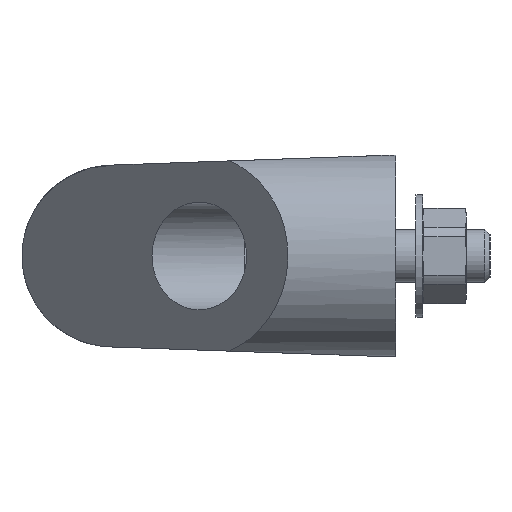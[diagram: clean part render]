
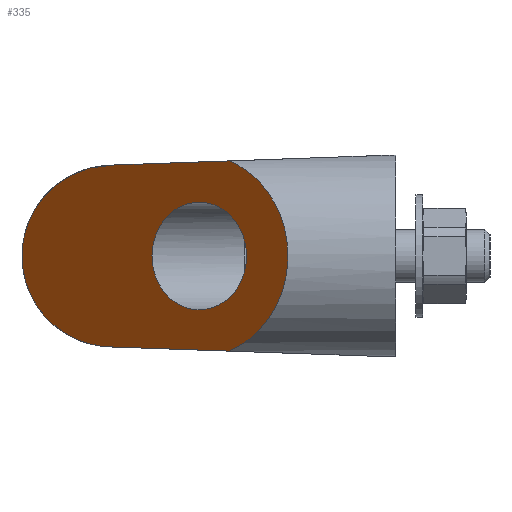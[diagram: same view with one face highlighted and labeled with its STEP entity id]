
A CAD part, left-side view. The second image highlights one B-rep face of the part: STEP entity #335.
In plain terms, the highlighted planar face has unit normal (-0.66, 0.751, 0).
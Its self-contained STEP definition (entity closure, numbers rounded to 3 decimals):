
#335 = ADVANCED_FACE( '', ( #759, #760 ), #761, .T. );
#759 = FACE_BOUND( '', #1268, .T. );
#760 = FACE_OUTER_BOUND( '', #1269, .T. );
#761 = PLANE( '', #1270 );
#1268 = EDGE_LOOP( '', ( #2182 ) );
#1269 = EDGE_LOOP( '', ( #2183, #2184, #2185, #2186, #2187, #2188, #2189, #2190 ) );
#1270 = AXIS2_PLACEMENT_3D( '', #2191, #2192, #2193 );
#2182 = ORIENTED_EDGE( '', *, *, #3136, .T. );
#2183 = ORIENTED_EDGE( '', *, *, #3113, .T. );
#2184 = ORIENTED_EDGE( '', *, *, #3137, .T. );
#2185 = ORIENTED_EDGE( '', *, *, #3138, .T. );
#2186 = ORIENTED_EDGE( '', *, *, #3139, .F. );
#2187 = ORIENTED_EDGE( '', *, *, #3140, .T. );
#2188 = ORIENTED_EDGE( '', *, *, #3055, .F. );
#2189 = ORIENTED_EDGE( '', *, *, #3141, .T. );
#2190 = ORIENTED_EDGE( '', *, *, #3025, .T. );
#2191 = CARTESIAN_POINT( '', ( -15.01, 16.01, 50. ) );
#2192 = DIRECTION( '', ( -0.66, 0.752, 0. ) );
#2193 = DIRECTION( '', ( -0.752, -0.66, 0. ) );
#3025 = EDGE_CURVE( '', #3666, #3664, #3667, .T. );
#3055 = EDGE_CURVE( '', #3711, #3713, #3714, .T. );
#3113 = EDGE_CURVE( '', #3664, #3789, #3792, .T. );
#3136 = EDGE_CURVE( '', #3823, #3823, #3824, .F. );
#3137 = EDGE_CURVE( '', #3789, #3825, #3826, .T. );
#3138 = EDGE_CURVE( '', #3825, #3827, #3828, .T. );
#3139 = EDGE_CURVE( '', #3829, #3827, #3830, .T. );
#3140 = EDGE_CURVE( '', #3829, #3713, #3831, .T. );
#3141 = EDGE_CURVE( '', #3711, #3666, #3832, .T. );
#3664 = VERTEX_POINT( '', #4530 );
#3666 = VERTEX_POINT( '', #4532 );
#3667 = LINE( '', #4533, #4534 );
#3711 = VERTEX_POINT( '', #4603 );
#3713 = VERTEX_POINT( '', #4606 );
#3714 = LINE( '', #4607, #4608 );
#3789 = VERTEX_POINT( '', #4725 );
#3792 = ELLIPSE( '', #4728, 19.959, 15. );
#3823 = VERTEX_POINT( '', #4775 );
#3824 = ELLIPSE( '', #4776, 10.645, 8. );
#3825 = VERTEX_POINT( '', #4777 );
#3826 = LINE( '', #4778, #4779 );
#3827 = VERTEX_POINT( '', #4780 );
#3828 = LINE( '', #4781, #4782 );
#3829 = VERTEX_POINT( '', #4783 );
#3830 = LINE( '', #4784, #4785 );
#3831 = ELLIPSE( '', #4786, 20.464, 13.5 );
#3832 = LINE( '', #4787, #4788 );
#4530 = CARTESIAN_POINT( '', ( -5.068, 24.737, -14.118 ) );
#4532 = CARTESIAN_POINT( '', ( 14.587, 41.99, -13.51 ) );
#4533 = CARTESIAN_POINT( '', ( -13.885, 16.997, -14.39 ) );
#4534 = VECTOR( '', #5309, 1000. );
#4603 = CARTESIAN_POINT( '', ( 14.599, 42., -13.51 ) );
#4606 = CARTESIAN_POINT( '', ( 14.599, 42., -13.5 ) );
#4607 = CARTESIAN_POINT( '', ( 14.599, 42., 0. ) );
#4608 = VECTOR( '', #5339, 1000. );
#4725 = CARTESIAN_POINT( '', ( -5.047, 24.755, 14.125 ) );
#4728 = AXIS2_PLACEMENT_3D( '', #5400, #5401, #5402 );
#4775 = CARTESIAN_POINT( '', ( -8.01, 22.154, 0. ) );
#4776 = AXIS2_PLACEMENT_3D( '', #5425, #5426, #5427 );
#4777 = CARTESIAN_POINT( '', ( 14.587, 41.99, 13.51 ) );
#4778 = CARTESIAN_POINT( '', ( -15.639, 15.458, 14.457 ) );
#4779 = VECTOR( '', #5428, 1000. );
#4780 = CARTESIAN_POINT( '', ( 14.599, 42., 13.51 ) );
#4781 = CARTESIAN_POINT( '', ( -15.01, 16.01, 13.51 ) );
#4782 = VECTOR( '', #5429, 1000. );
#4783 = CARTESIAN_POINT( '', ( 14.599, 42., 13.5 ) );
#4784 = CARTESIAN_POINT( '', ( 14.599, 42., 0. ) );
#4785 = VECTOR( '', #5430, 1000. );
#4786 = AXIS2_PLACEMENT_3D( '', #5431, #5432, #5433 );
#4787 = CARTESIAN_POINT( '', ( -15.01, 16.01, -13.51 ) );
#4788 = VECTOR( '', #5434, 1000. );
#5309 = DIRECTION( '', ( -0.751, -0.66, -0.023 ) );
#5339 = DIRECTION( '', ( 0., 0., 1. ) );
#5400 = CARTESIAN_POINT( '', ( 0., 29.185, 0. ) );
#5401 = DIRECTION( '', ( -0.66, 0.752, 0. ) );
#5402 = DIRECTION( '', ( -0.752, -0.66, 0. ) );
#5425 = CARTESIAN_POINT( '', ( -0.01, 29.177, 0. ) );
#5426 = DIRECTION( '', ( -0.66, 0.752, 0. ) );
#5427 = DIRECTION( '', ( -0.752, -0.66, 0. ) );
#5428 = DIRECTION( '', ( 0.751, 0.66, -0.024 ) );
#5429 = DIRECTION( '', ( 0.752, 0.66, 0. ) );
#5430 = DIRECTION( '', ( 0., 0., 1. ) );
#5431 = CARTESIAN_POINT( '', ( 14.599, 42., 0. ) );
#5432 = DIRECTION( '', ( -0.66, 0.752, 0. ) );
#5433 = DIRECTION( '', ( 0.752, 0.66, 0. ) );
#5434 = DIRECTION( '', ( -0.752, -0.66, 0. ) );
